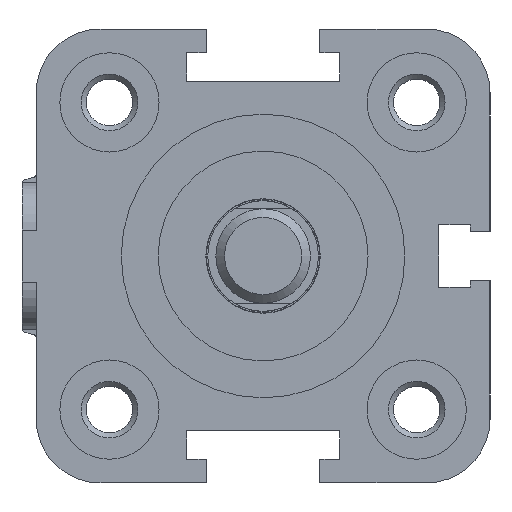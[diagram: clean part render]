
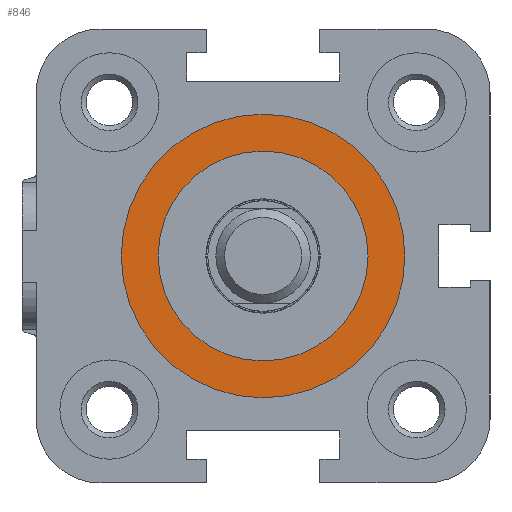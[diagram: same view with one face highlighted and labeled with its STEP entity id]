
A CAD part, left-side view. The second image highlights one B-rep face of the part: STEP entity #846.
In plain terms, the highlighted planar face has unit normal (-1, 0, 0).
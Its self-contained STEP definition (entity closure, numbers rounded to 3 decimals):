
#846 = ADVANCED_FACE( '', ( #1735, #1736 ), #1737, .F. );
#1735 = FACE_OUTER_BOUND( '', #2633, .T. );
#1736 = FACE_BOUND( '', #2634, .T. );
#1737 = PLANE( '', #2635 );
#2633 = EDGE_LOOP( '', ( #4873 ) );
#2634 = EDGE_LOOP( '', ( #4874 ) );
#2635 = AXIS2_PLACEMENT_3D( '', #4875, #4876, #4877 );
#4873 = ORIENTED_EDGE( '', *, *, #5365, .F. );
#4874 = ORIENTED_EDGE( '', *, *, #5519, .T. );
#4875 = CARTESIAN_POINT( '', ( 2., 35.1, 24. ) );
#4876 = DIRECTION( '', ( 1., 0., 0. ) );
#4877 = DIRECTION( '', ( 0., 0., -1. ) );
#5365 = EDGE_CURVE( '', #6461, #6461, #6462, .T. );
#5519 = EDGE_CURVE( '', #6709, #6709, #6710, .T. );
#6461 = VERTEX_POINT( '', #7978 );
#6462 = CIRCLE( '', #7979, 15. );
#6709 = VERTEX_POINT( '', #8324 );
#6710 = CIRCLE( '', #8325, 11.1 );
#7978 = CARTESIAN_POINT( '', ( 2., 24., 9. ) );
#7979 = AXIS2_PLACEMENT_3D( '', #9598, #9599, #9600 );
#8324 = CARTESIAN_POINT( '', ( 2., 24., 12.9 ) );
#8325 = AXIS2_PLACEMENT_3D( '', #9783, #9784, #9785 );
#9598 = CARTESIAN_POINT( '', ( 2., 24., 24. ) );
#9599 = DIRECTION( '', ( 1., 0., 0. ) );
#9600 = DIRECTION( '', ( 0., 0., -1. ) );
#9783 = CARTESIAN_POINT( '', ( 2., 24., 24. ) );
#9784 = DIRECTION( '', ( 1., 0., 0. ) );
#9785 = DIRECTION( '', ( 0., 0., -1. ) );
